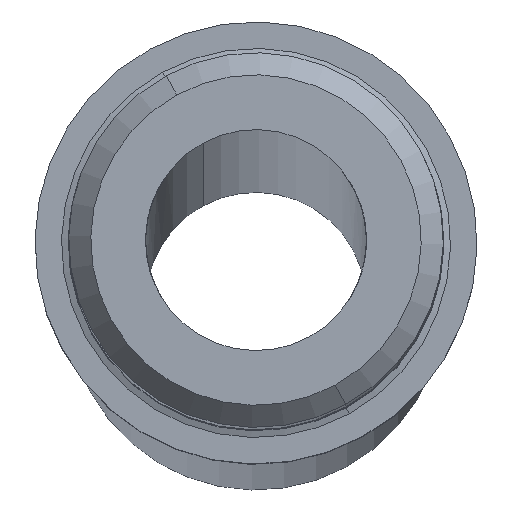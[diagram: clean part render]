
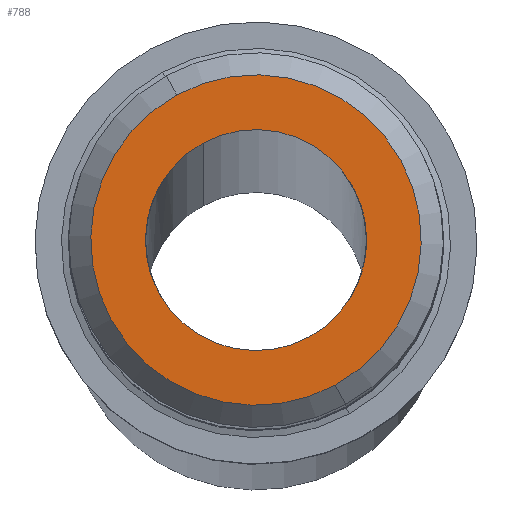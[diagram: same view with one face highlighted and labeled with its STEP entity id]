
A CAD part, top view. The second image highlights one B-rep face of the part: STEP entity #788.
In plain terms, the highlighted planar face has unit normal (0, 0, 1).
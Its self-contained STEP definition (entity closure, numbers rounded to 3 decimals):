
#659=CARTESIAN_POINT('Vertex',(3.584,-6.56,1856.)) ;
#662=CARTESIAN_POINT('Axis2P3D Location',(0.,0.,1856.)) ;
#666=CARTESIAN_POINT('Vertex',(-3.584,6.56,1856.)) ;
#688=CARTESIAN_POINT('Axis2P3D Location',(0.,0.,1856.)) ;
#761=CARTESIAN_POINT('Axis2P3D Location',(0.,5.,1856.)) ;
#770=CARTESIAN_POINT('Axis2P3D Location',(0.,0.,1856.)) ;
#774=CARTESIAN_POINT('Vertex',(-2.397,4.388,1856.)) ;
#776=CARTESIAN_POINT('Vertex',(2.397,-4.388,1856.)) ;
#779=CARTESIAN_POINT('Axis2P3D Location',(0.,0.,1856.)) ;
#663=DIRECTION('Axis2P3D Direction',(0.,0.,-1.)) ;
#689=DIRECTION('Axis2P3D Direction',(0.,0.,-1.)) ;
#762=DIRECTION('Axis2P3D Direction',(0.,0.,1.)) ;
#763=DIRECTION('Axis2P3D XDirection',(1.,0.,0.)) ;
#771=DIRECTION('Axis2P3D Direction',(0.,0.,1.)) ;
#780=DIRECTION('Axis2P3D Direction',(0.,0.,1.)) ;
#664=AXIS2_PLACEMENT_3D('Circle Axis2P3D',#662,#663,$) ;
#690=AXIS2_PLACEMENT_3D('Circle Axis2P3D',#688,#689,$) ;
#764=AXIS2_PLACEMENT_3D('Plane Axis2P3D',#761,#762,#763) ;
#772=AXIS2_PLACEMENT_3D('Circle Axis2P3D',#770,#771,$) ;
#781=AXIS2_PLACEMENT_3D('Circle Axis2P3D',#779,#780,$) ;
#767=ORIENTED_EDGE('',*,*,#692,.T.) ;
#768=ORIENTED_EDGE('',*,*,#668,.T.) ;
#785=ORIENTED_EDGE('',*,*,#778,.F.) ;
#786=ORIENTED_EDGE('',*,*,#783,.F.) ;
#787=FACE_BOUND('',#784,.T.) ;
#788=ADVANCED_FACE('PartBody',(#769,#787),#765,.T.) ;
#665=CIRCLE('generated circle',#664,7.475) ;
#691=CIRCLE('generated circle',#690,7.475) ;
#773=CIRCLE('generated circle',#772,5.) ;
#782=CIRCLE('generated circle',#781,5.) ;
#668=EDGE_CURVE('',#667,#660,#665,.F.) ;
#692=EDGE_CURVE('',#660,#667,#691,.F.) ;
#778=EDGE_CURVE('',#775,#777,#773,.T.) ;
#783=EDGE_CURVE('',#777,#775,#782,.T.) ;
#766=EDGE_LOOP('',(#767,#768)) ;
#784=EDGE_LOOP('',(#785,#786)) ;
#769=FACE_OUTER_BOUND('',#766,.T.) ;
#765=PLANE('',#764) ;
#660=VERTEX_POINT('',#659) ;
#667=VERTEX_POINT('',#666) ;
#775=VERTEX_POINT('',#774) ;
#777=VERTEX_POINT('',#776) ;
